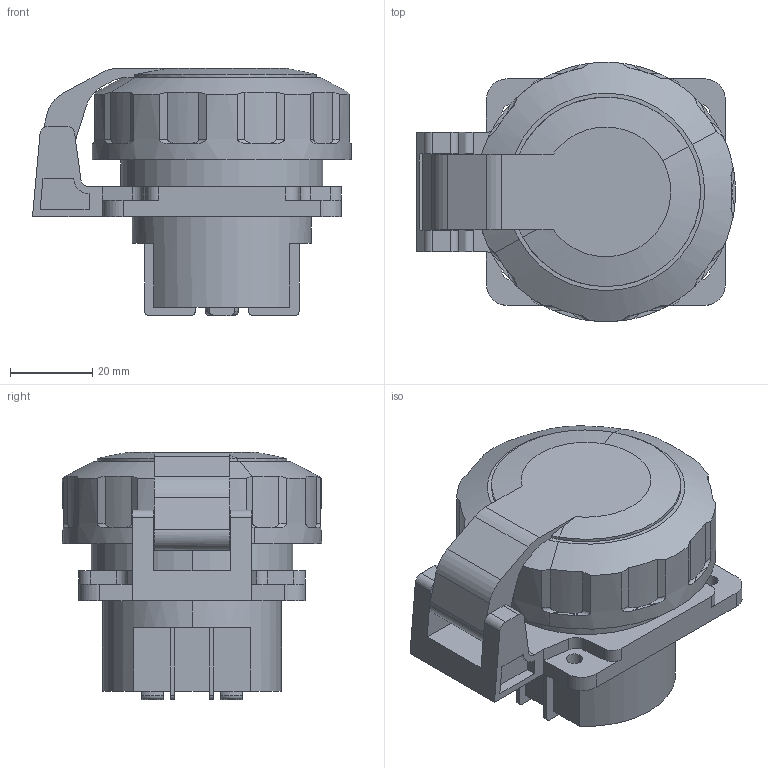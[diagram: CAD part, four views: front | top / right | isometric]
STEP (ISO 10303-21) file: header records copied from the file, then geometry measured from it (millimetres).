
FILE_DESCRIPTION((''),'2;1');
FILE_NAME('ASM0001_ASM','2025-01-23T09:45:50',('klemen.sitar'),('Audax d.o.o.'),'CREO PARAMETRIC BY PTC INC, 2021304','CREO PARAMETRIC BY PTC INC, 2021304','');
FILE_SCHEMA(('AP242_MANAGED_MODEL_BASED_3D_ENGINEERING_MIM_LF { 1 0 10303 442 1 1 4 }'));
Length unit declared in the file: millimetre
Products named in the file (3): PRT0001; PRT0002; ASM0001_ASM
Assembly tree (2 placements, depth 2):
  ASM0001_ASM
    PRT0001
    PRT0002
Bounding box: 77.49 x 62.98 x 60 mm (x, y, z)
Volume: 133130.9 mm3; surface area: 25244.1 mm2
Topology: 2 solids, 2 shells, 210 faces, 604 edges, 404 vertices
Faces by surface type: plane 115, cylinder 86, cone 5, torus 4
Entity records: 10895 total; most frequent: CARTESIAN_POINT 1861, ORIENTED_EDGE 1208, DIRECTION 1137, PRESENTATION_STYLE_ASSIGNMENT 816, STYLED_ITEM 816, CURVE_STYLE 604, EDGE_CURVE 604, VERTEX_POINT 404
